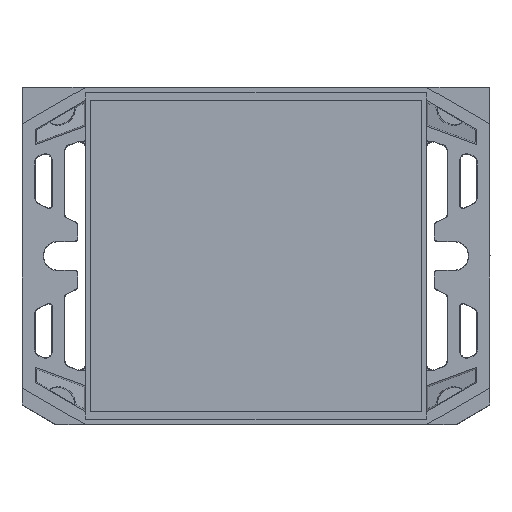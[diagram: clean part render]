
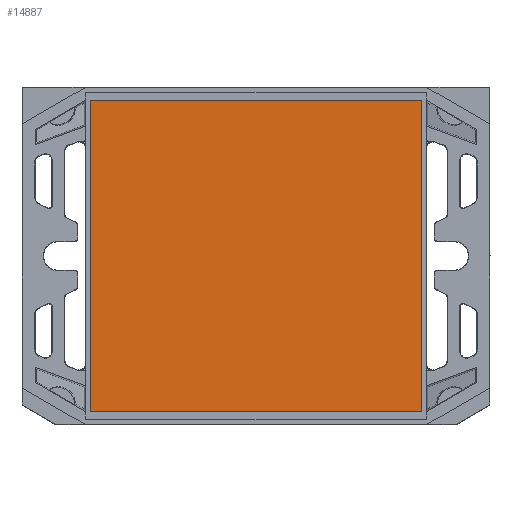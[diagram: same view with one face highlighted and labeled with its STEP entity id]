
A CAD part, top view. The second image highlights one B-rep face of the part: STEP entity #14887.
In plain terms, the highlighted planar face has unit normal (0, 0, 1).
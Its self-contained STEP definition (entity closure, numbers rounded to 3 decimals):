
#3444=ORIENTED_EDGE('',*,*,#4992,.T.);
#3445=ORIENTED_EDGE('',*,*,#4996,.T.);
#3446=ORIENTED_EDGE('',*,*,#4999,.T.);
#3447=ORIENTED_EDGE('',*,*,#5002,.T.);
#4992=EDGE_CURVE('',#5970,#5971,#6689,.T.);
#4996=EDGE_CURVE('',#5971,#5974,#6693,.T.);
#4999=EDGE_CURVE('',#5974,#5976,#6696,.T.);
#5002=EDGE_CURVE('',#5976,#5970,#6699,.T.);
#5970=VERTEX_POINT('',#25094);
#5971=VERTEX_POINT('',#25095);
#5974=VERTEX_POINT('',#25103);
#5976=VERTEX_POINT('',#25109);
#6689=LINE('',#25093,#7243);
#6693=LINE('',#25102,#7247);
#6696=LINE('',#25108,#7250);
#6699=LINE('',#25114,#7253);
#7243=VECTOR('',#18738,1000.);
#7247=VECTOR('',#18744,1000.);
#7250=VECTOR('',#18749,1000.);
#7253=VECTOR('',#18754,1000.);
#7853=EDGE_LOOP('',(#3444,#3445,#3446,#3447));
#8827=FACE_BOUND('',#7853,.T.);
#9421=PLANE('',#16042);
#14887=ADVANCED_FACE('',(#8827),#9421,.T.);
#16042=AXIS2_PLACEMENT_3D('',#25116,#18756,#18757);
#18738=DIRECTION('',(1.,0.,0.));
#18744=DIRECTION('',(0.,1.,0.));
#18749=DIRECTION('',(-1.,0.,0.));
#18754=DIRECTION('',(0.,-1.,0.));
#18756=DIRECTION('',(0.,0.,1.));
#18757=DIRECTION('',(0.,1.,0.));
#25093=CARTESIAN_POINT('',(-25.4,-23.9,0.05));
#25094=CARTESIAN_POINT('',(-25.4,-23.9,0.05));
#25095=CARTESIAN_POINT('',(25.4,-23.9,0.05));
#25102=CARTESIAN_POINT('',(25.4,-23.9,0.05));
#25103=CARTESIAN_POINT('',(25.4,23.9,0.05));
#25108=CARTESIAN_POINT('',(25.4,23.9,0.05));
#25109=CARTESIAN_POINT('',(-25.4,23.9,0.05));
#25114=CARTESIAN_POINT('',(-25.4,23.9,0.05));
#25116=CARTESIAN_POINT('',(0.,0.,0.05));
